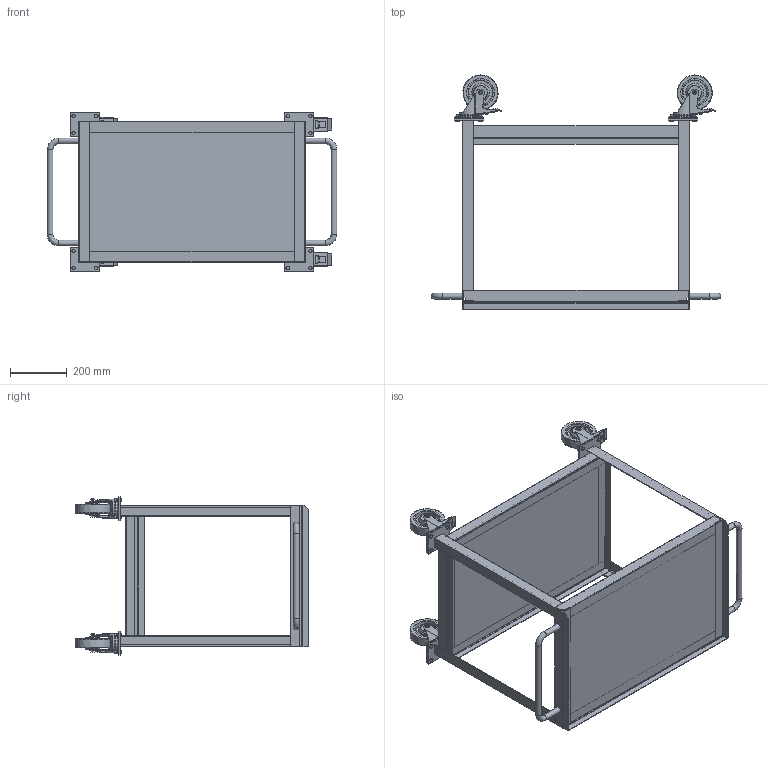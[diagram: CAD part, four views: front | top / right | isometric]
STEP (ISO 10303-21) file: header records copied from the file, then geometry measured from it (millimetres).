
FILE_DESCRIPTION(/* description */ ('Уголок Уголок 40x40х4 ГОСТ 8509-93 L=500 мм'),/* implementation_level */ '2;1');
FILE_NAME(/* name */ 'ПЦ13.00.000.stp',/* time_stamp */ '2016-10-06T10:19:48+03:00',/* author */ ('sergey.kravets'),/* organization */ ('ПАО "КОНДИТЕРСКАЯ ФАБРИКА "А.В.К." Г.ДНЕПРОПЕТРОВСК" Отдел главного механика'),/* preprocessor_version */ 'ST-DEVELOPER v15.2',/* originating_system */ 'Autodesk Inventor 2014',/* authorisation */ '');
FILE_SCHEMA (('AUTOMOTIVE_DESIGN { 1 0 10303 214 3 1 1 }'));
Length unit declared in the file: millimetre
Products named in the file (23): ПЦ13.00.001; ПЦ13.00.002; Bracket_762608_Hjulex_762608_Hjulex; Plate_762608_Hjulex_762608_Hjulex; Break-Pedal_762608_Hjulex_762608_Hjulex; Ball-Bearing_6202-2RS_Hjulex_6202-2RS_Hjulex; Hub_762530_Hjulex_762530_Hjulex; Thread_762530_Hjulex_762530_Hjulex; Cover_762530_Hjulex_762530_Hjulex; Wheel_762530_Hjulex_762530_Hjulex; Screw_798127_Hjulex_798127_Hjulex; Nut_798699_Hjulex_798699_Hjulex; 351798_Hjulex; ПЦ13.00.003; ПЦ13.00.004; ПЦ13.00.005; ПЦ13.00.006; ПЦ13.00.007; ПЦ13.00.008; Болт M8-6gx20 \X2\0413041E04210422
\X0\ 7796-70; Гайка M8-6H \X2\0413041E04210422
\X0\ 5915-70; ПЦ13.00.000
Bounding box: 1020 x 824.01 x 560 mm (x, y, z)
Volume: 6013461.4 mm3; surface area: 3694377.7 mm2
Topology: 88 solids, 88 shells, 2378 faces, 6146 edges, 3980 vertices
Faces by surface type: plane 976, cone 516, cylinder 514, torus 328, sphere 24, bspline 20
Full cylindrical faces by diameter (mm): 6.647 x16, 8 x120, 9 x32, 15 x8, 16 x24, 20 x14, 20.791 x8, 21.647 x4, 21.667 x16, 21.687 x4, 22.38 x8, 27.62 x16, 27.719 x8, 28.333 x16, 33 x8, 35 x8, 48 x4, 61.8 x4, 65 x4, 67 x4, 98 x8
Entity records: 22465 total; most frequent: CARTESIAN_POINT 9223, DIRECTION 2707, ORIENTED_EDGE 2340, EDGE_CURVE 1170, AXIS2_PLACEMENT_3D 1115, EDGE_LOOP 858, VERTEX_POINT 854, ADVANCED_FACE 570
